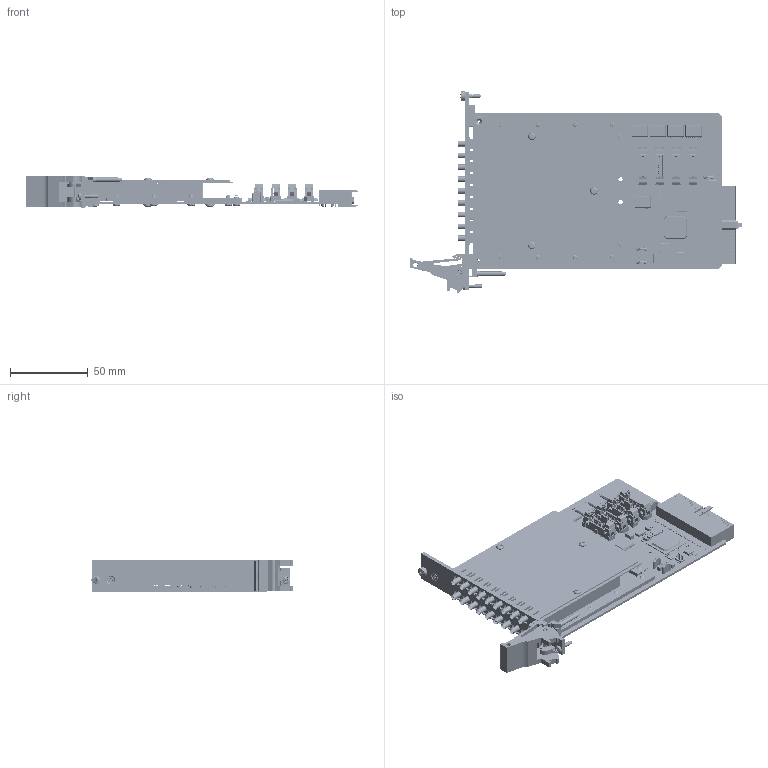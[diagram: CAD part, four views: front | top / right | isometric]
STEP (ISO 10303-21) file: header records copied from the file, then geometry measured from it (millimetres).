
FILE_DESCRIPTION (( 'STEP AP214' ), '1' );
FILE_NAME ('40-834-002 PXI 1 SLT Dual 8CH MUX 75 Ohm SMB.STEP', '2013-09-11T10:30:53', ( 'admin' ), ( '' ), 'SwSTEP 2.0', 'SolidWorks 2012', '' );
FILE_SCHEMA (( 'AUTOMOTIVE_DESIGN' ));
Length unit declared in the file: millimetre
Products named in the file (1): 40-834-002 PXI 1 SLT Dual 8CH MUX 75 Ohm SMB
Bounding box: 214.01 x 129.67 x 20 mm (x, y, z)
Surface area: 89248 mm2 (no closed solid volume)
Topology: 0 solids, 686 shells, 4135 faces, 18702 edges, 14546 vertices
Faces by surface type: plane 3178, cylinder 759, cone 103, torus 64, bspline 25, sphere 6
Full cylindrical faces by diameter (mm): 0.2 x1, 0.38 x11, 0.6 x110, 0.762 x57, 0.8 x4, 1 x4, 1.496 x2, 1.524 x8, 2 x5, 2.05 x1, 2.45 x7, 2.5 x3, 2.6 x1, 2.7 x3, 2.8 x1, 3 x3, 3.5 x18, 3.65 x18, 3.85 x12, 4.7 x1, 4.85 x16, 5 x3, 5.3 x1, 5.9 x1, 6 x1, 6.8 x3, 7 x18, 7.4 x18
Entity records: 239497 total; most frequent: CARTESIAN_POINT 49216, DIRECTION 28599, ORIENTED_EDGE 24479, EDGE_CURVE 18066, VERTEX_POINT 14377, VECTOR 13977, LINE 13977, AXIS2_PLACEMENT_3D 7311
